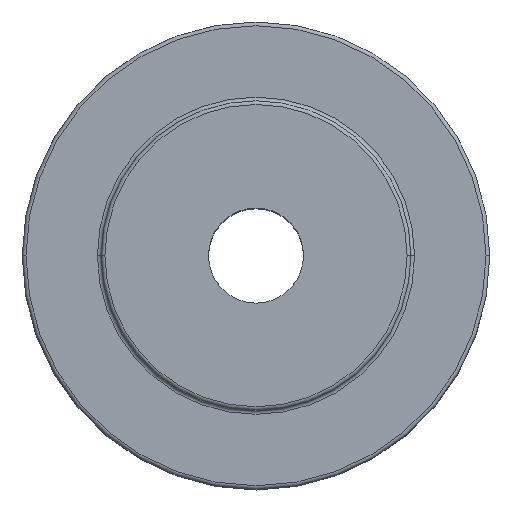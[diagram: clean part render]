
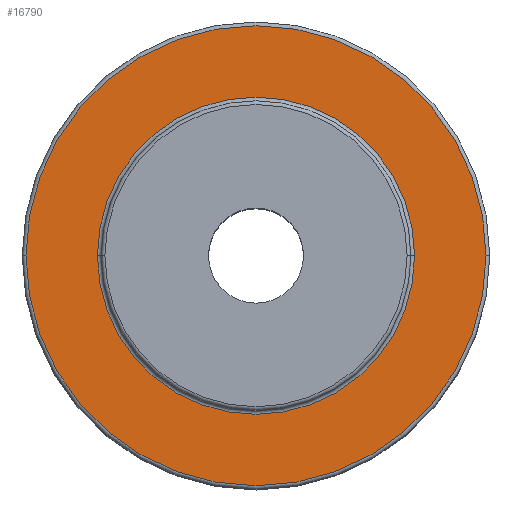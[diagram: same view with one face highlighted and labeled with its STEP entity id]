
A CAD part, top view. The second image highlights one B-rep face of the part: STEP entity #16790.
In plain terms, the highlighted planar face has unit normal (0, 0, 1).
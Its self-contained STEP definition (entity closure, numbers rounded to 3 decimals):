
#12401=CARTESIAN_POINT('',(0.,0.,11.1));
#12402=DIRECTION('',(0.,0.,-1.));
#12403=DIRECTION('',(-1.,0.,0.));
#12404=AXIS2_PLACEMENT_3D('',#12401,#12402,#12403);
#12406=CARTESIAN_POINT('',(0.,0.,11.1));
#12407=DIRECTION('',(0.,0.,-1.));
#12408=DIRECTION('',(1.,0.,0.));
#12409=AXIS2_PLACEMENT_3D('',#12406,#12407,#12408);
#12411=CARTESIAN_POINT('',(0.,0.,11.1));
#12412=DIRECTION('',(0.,0.,1.));
#12413=DIRECTION('',(-1.,0.,0.));
#12414=AXIS2_PLACEMENT_3D('',#12411,#12412,#12413);
#12416=CARTESIAN_POINT('',(0.,0.,11.1));
#12417=DIRECTION('',(0.,0.,1.));
#12418=DIRECTION('',(1.,0.,0.));
#12419=AXIS2_PLACEMENT_3D('',#12416,#12417,#12418);
#15960=CARTESIAN_POINT('',(-30.75,0.,11.1));
#15961=CARTESIAN_POINT('',(30.75,0.,11.1));
#15962=VERTEX_POINT('',#15960);
#15963=VERTEX_POINT('',#15961);
#15964=CARTESIAN_POINT('',(-21.2,0.,11.1));
#15965=CARTESIAN_POINT('',(21.2,0.,11.1));
#15966=VERTEX_POINT('',#15964);
#15967=VERTEX_POINT('',#15965);
#16775=CARTESIAN_POINT('',(0.,0.,11.1));
#16776=DIRECTION('',(0.,0.,1.));
#16777=DIRECTION('',(1.,0.,0.));
#16778=AXIS2_PLACEMENT_3D('',#16775,#16776,#16777);
#16779=PLANE('',#16778);
#16781=ORIENTED_EDGE('',*,*,#16780,.T.);
#16783=ORIENTED_EDGE('',*,*,#16782,.T.);
#16784=EDGE_LOOP('',(#16781,#16783));
#16785=FACE_OUTER_BOUND('',#16784,.F.);
#16786=ORIENTED_EDGE('',*,*,#16755,.T.);
#16787=ORIENTED_EDGE('',*,*,#16768,.T.);
#16788=EDGE_LOOP('',(#16786,#16787));
#16789=FACE_BOUND('',#16788,.F.);
#16790=ADVANCED_FACE('',(#16785,#16789),#16779,.T.);
#12405=CIRCLE('',#12404,30.75);
#12410=CIRCLE('',#12409,30.75);
#12415=CIRCLE('',#12414,21.2);
#12420=CIRCLE('',#12419,21.2);
#16755=EDGE_CURVE('',#15966,#15967,#12415,.T.);
#16768=EDGE_CURVE('',#15967,#15966,#12420,.T.);
#16780=EDGE_CURVE('',#15962,#15963,#12405,.T.);
#16782=EDGE_CURVE('',#15963,#15962,#12410,.T.);
